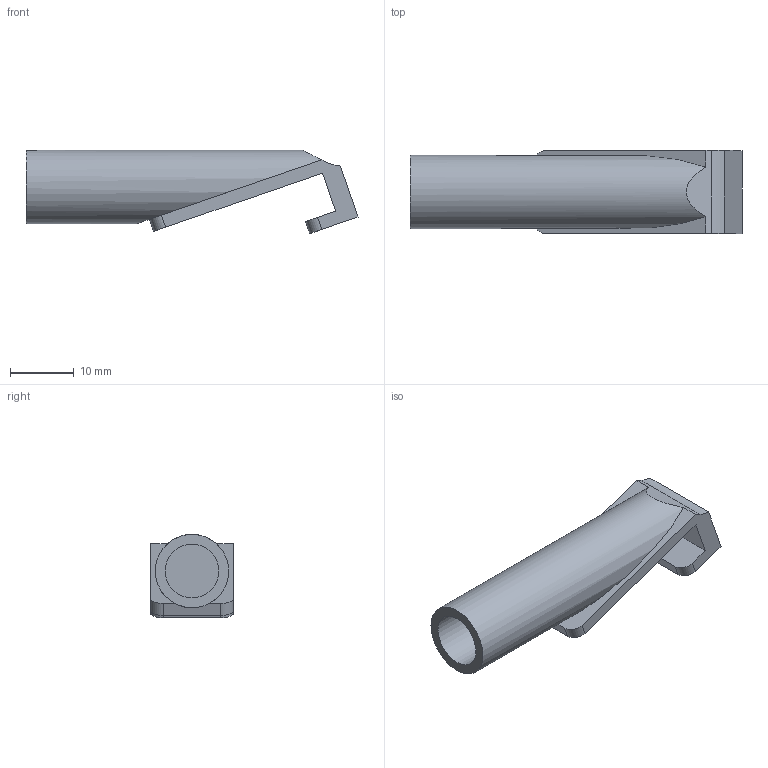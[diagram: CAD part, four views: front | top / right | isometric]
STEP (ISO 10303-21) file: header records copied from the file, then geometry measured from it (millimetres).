
FILE_DESCRIPTION( ( '' ), ' ' );
FILE_NAME( '5689532de4b0f5f63c14a804.step', '2016-01-03T16:58:21', ( '' ), ( '' ), ' ', ' ', ' ' );
FILE_SCHEMA( ( 'AUTOMOTIVE_DESIGN { 1 0 10303 214 1 1 1 1 }' ) );
Length unit declared in the file: metre
Products named in the file (1): Part 1
Bounding box: 52.01 x 13 x 13.05 mm (x, y, z)
Volume: 3729.5 mm3; surface area: 2868.3 mm2
Topology: 1 solids, 1 shells, 22 faces, 55 edges, 36 vertices
Faces by surface type: plane 15, cylinder 7
Full cylindrical faces by diameter (mm): 8.4 x1, 11.5 x1
Entity records: 833 total; most frequent: DIRECTION 115, CARTESIAN_POINT 110, ORIENTED_EDGE 104, EDGE_CURVE 52, AXIS2_PLACEMENT_3D 40, VERTEX_POINT 35, LINE 35, VECTOR 35
